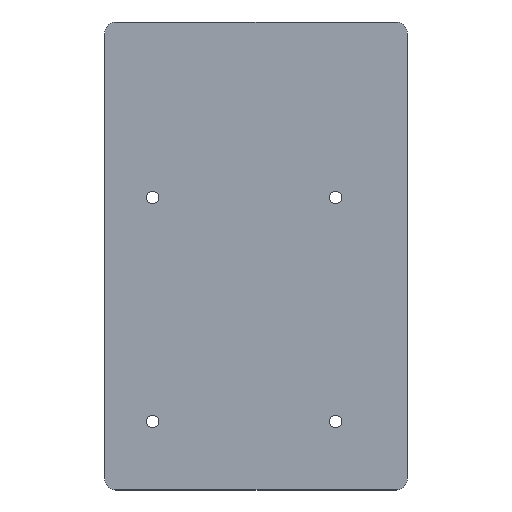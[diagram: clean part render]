
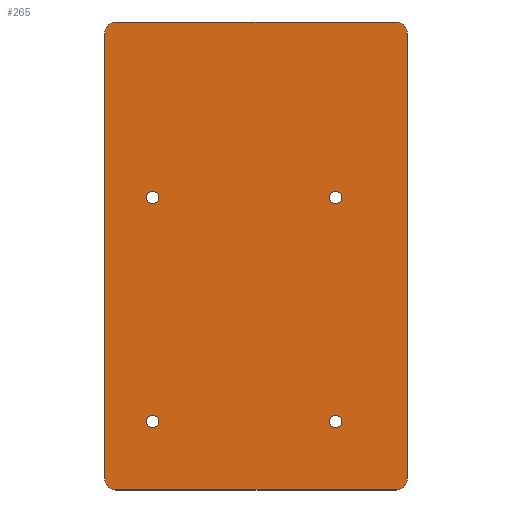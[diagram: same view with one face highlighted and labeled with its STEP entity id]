
A CAD part, top view. The second image highlights one B-rep face of the part: STEP entity #265.
In plain terms, the highlighted planar face has unit normal (0, 0, 1).
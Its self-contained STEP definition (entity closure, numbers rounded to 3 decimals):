
#15=FACE_BOUND('',#48,.T.);
#16=FACE_BOUND('',#49,.T.);
#17=FACE_BOUND('',#50,.T.);
#18=FACE_BOUND('',#51,.T.);
#23=PLANE('',#301);
#33=FACE_OUTER_BOUND('',#47,.T.);
#47=EDGE_LOOP('',(#197,#198,#199,#200,#201,#202,#203,#204));
#48=EDGE_LOOP('',(#205));
#49=EDGE_LOOP('',(#206));
#50=EDGE_LOOP('',(#207));
#51=EDGE_LOOP('',(#208));
#69=LINE('',#431,#89);
#70=LINE('',#435,#90);
#71=LINE('',#439,#91);
#72=LINE('',#442,#92);
#89=VECTOR('',#353,10.);
#90=VECTOR('',#356,10.);
#91=VECTOR('',#359,10.);
#92=VECTOR('',#362,10.);
#106=CIRCLE('',#291,1.65);
#108=CIRCLE('',#294,1.65);
#109=CIRCLE('',#296,1.65);
#111=CIRCLE('',#299,1.65);
#113=CIRCLE('',#302,3.);
#114=CIRCLE('',#303,3.);
#115=CIRCLE('',#304,3.);
#116=CIRCLE('',#305,3.);
#122=VERTEX_POINT('',#405);
#124=VERTEX_POINT('',#411);
#125=VERTEX_POINT('',#415);
#127=VERTEX_POINT('',#421);
#129=VERTEX_POINT('',#427);
#130=VERTEX_POINT('',#428);
#131=VERTEX_POINT('',#430);
#132=VERTEX_POINT('',#432);
#133=VERTEX_POINT('',#434);
#134=VERTEX_POINT('',#436);
#135=VERTEX_POINT('',#438);
#136=VERTEX_POINT('',#440);
#147=EDGE_CURVE('',#122,#122,#106,.T.);
#150=EDGE_CURVE('',#124,#124,#108,.T.);
#151=EDGE_CURVE('',#125,#125,#109,.T.);
#154=EDGE_CURVE('',#127,#127,#111,.T.);
#157=EDGE_CURVE('',#129,#130,#113,.T.);
#158=EDGE_CURVE('',#130,#131,#69,.T.);
#159=EDGE_CURVE('',#131,#132,#114,.T.);
#160=EDGE_CURVE('',#132,#133,#70,.T.);
#161=EDGE_CURVE('',#133,#134,#115,.T.);
#162=EDGE_CURVE('',#134,#135,#71,.T.);
#163=EDGE_CURVE('',#135,#136,#116,.T.);
#164=EDGE_CURVE('',#136,#129,#72,.T.);
#197=ORIENTED_EDGE('',*,*,#157,.T.);
#198=ORIENTED_EDGE('',*,*,#158,.T.);
#199=ORIENTED_EDGE('',*,*,#159,.T.);
#200=ORIENTED_EDGE('',*,*,#160,.T.);
#201=ORIENTED_EDGE('',*,*,#161,.T.);
#202=ORIENTED_EDGE('',*,*,#162,.T.);
#203=ORIENTED_EDGE('',*,*,#163,.T.);
#204=ORIENTED_EDGE('',*,*,#164,.T.);
#205=ORIENTED_EDGE('',*,*,#147,.T.);
#206=ORIENTED_EDGE('',*,*,#150,.T.);
#207=ORIENTED_EDGE('',*,*,#151,.T.);
#208=ORIENTED_EDGE('',*,*,#154,.T.);
#265=ADVANCED_FACE('',(#33,#15,#16,#17,#18),#23,.F.);
#291=AXIS2_PLACEMENT_3D('',#407,#326,#327);
#294=AXIS2_PLACEMENT_3D('',#413,#333,#334);
#296=AXIS2_PLACEMENT_3D('',#416,#337,#338);
#299=AXIS2_PLACEMENT_3D('',#422,#344,#345);
#301=AXIS2_PLACEMENT_3D('',#426,#349,#350);
#302=AXIS2_PLACEMENT_3D('',#429,#351,#352);
#303=AXIS2_PLACEMENT_3D('',#433,#354,#355);
#304=AXIS2_PLACEMENT_3D('',#437,#357,#358);
#305=AXIS2_PLACEMENT_3D('',#441,#360,#361);
#326=DIRECTION('center_axis',(0.,0.,-1.));
#327=DIRECTION('ref_axis',(0.,1.,0.));
#333=DIRECTION('center_axis',(0.,0.,-1.));
#334=DIRECTION('ref_axis',(0.,1.,0.));
#337=DIRECTION('center_axis',(0.,0.,-1.));
#338=DIRECTION('ref_axis',(0.,-1.,0.));
#344=DIRECTION('center_axis',(0.,0.,-1.));
#345=DIRECTION('ref_axis',(0.,-1.,0.));
#349=DIRECTION('center_axis',(0.,0.,-1.));
#350=DIRECTION('ref_axis',(-1.,0.,0.));
#351=DIRECTION('center_axis',(0.,0.,1.));
#352=DIRECTION('ref_axis',(0.,-1.,0.));
#353=DIRECTION('',(1.,0.,0.));
#354=DIRECTION('center_axis',(0.,0.,1.));
#355=DIRECTION('ref_axis',(1.,0.,0.));
#356=DIRECTION('',(0.,1.,0.));
#357=DIRECTION('center_axis',(0.,0.,1.));
#358=DIRECTION('ref_axis',(0.,1.,0.));
#359=DIRECTION('',(-1.,0.,0.));
#360=DIRECTION('center_axis',(0.,0.,1.));
#361=DIRECTION('ref_axis',(-1.,0.,0.));
#362=DIRECTION('',(0.,-1.,0.));
#405=CARTESIAN_POINT('',(-77.001,61.356,8.898));
#407=CARTESIAN_POINT('Origin',(-77.001,63.006,8.898));
#411=CARTESIAN_POINT('',(-28.701,61.356,8.898));
#413=CARTESIAN_POINT('Origin',(-28.701,63.006,8.898));
#415=CARTESIAN_POINT('',(-28.701,5.556,8.898));
#416=CARTESIAN_POINT('Origin',(-28.701,3.906,8.898));
#421=CARTESIAN_POINT('',(-77.001,5.556,8.898));
#422=CARTESIAN_POINT('Origin',(-77.001,3.906,8.898));
#426=CARTESIAN_POINT('Origin',(-2.694,53.,8.898));
#427=CARTESIAN_POINT('',(-89.701,-11.194,8.898));
#428=CARTESIAN_POINT('',(-86.701,-14.194,8.898));
#429=CARTESIAN_POINT('Origin',(-86.701,-11.194,8.898));
#430=CARTESIAN_POINT('',(-12.781,-14.194,8.898));
#431=CARTESIAN_POINT('',(-7.738,-14.194,8.898));
#432=CARTESIAN_POINT('',(-9.781,-11.194,8.898));
#433=CARTESIAN_POINT('Origin',(-12.781,-11.194,8.898));
#434=CARTESIAN_POINT('',(-9.781,106.346,8.898));
#435=CARTESIAN_POINT('',(-9.781,79.173,8.898));
#436=CARTESIAN_POINT('',(-12.781,109.346,8.898));
#437=CARTESIAN_POINT('Origin',(-12.781,106.346,8.898));
#438=CARTESIAN_POINT('',(-86.701,109.346,8.898));
#439=CARTESIAN_POINT('',(-44.698,109.346,8.898));
#440=CARTESIAN_POINT('',(-89.701,106.346,8.898));
#441=CARTESIAN_POINT('Origin',(-86.701,106.346,8.898));
#442=CARTESIAN_POINT('',(-89.701,20.403,8.898));
